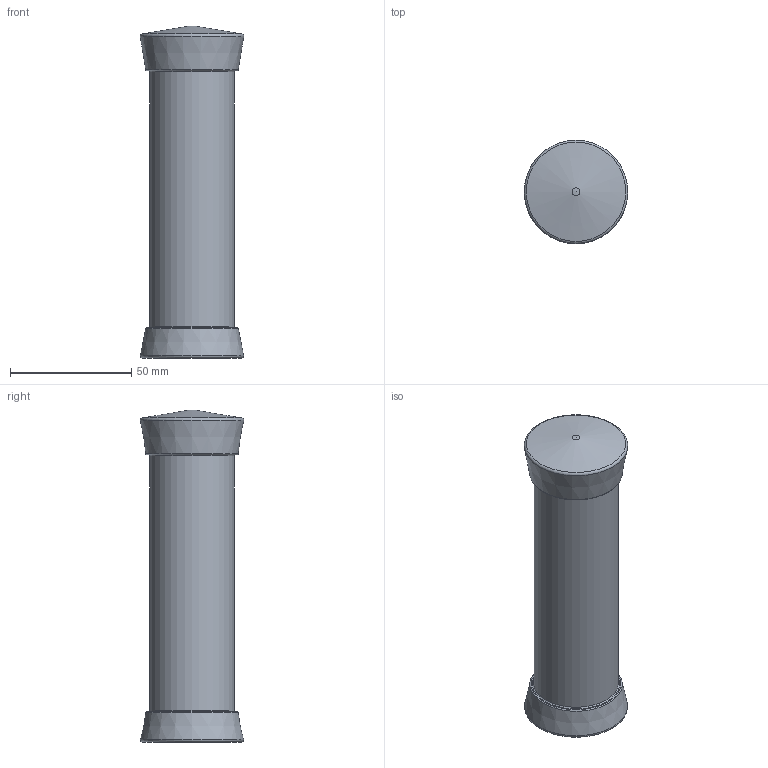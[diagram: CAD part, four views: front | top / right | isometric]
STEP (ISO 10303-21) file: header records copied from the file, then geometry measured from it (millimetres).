
FILE_DESCRIPTION(/* description */ ('AC2F'),/* implementation_level */ '2;1');
FILE_NAME(/* name */ '7317210',/* time_stamp */ '2018-11-30T09:54:20+01:00',/* author */ ('Zorzan Davide'),/* organization */ ('Gamm Srl.'),/* preprocessor_version */ 'ST-DEVELOPER v16.7',/* originating_system */ 'DEX',/* authorisation */ $);
FILE_SCHEMA (('CONFIG_CONTROL_DESIGN'));
Length unit declared in the file: millimetre
Products named in the file (1): 7317210
Bounding box: 42.7 x 42.7 x 137 mm (x, y, z)
Volume: 64150.3 mm3; surface area: 29367.4 mm2
Topology: 1 solids, 1 shells, 16 faces, 32 edges, 20 vertices
Faces by surface type: torus 6, plane 4, cone 3, cylinder 2, sphere 1
Full cylindrical faces by diameter (mm): 27 x1, 35 x1
Entity records: 344 total; most frequent: DIRECTION 64, CARTESIAN_POINT 47, AXIS2_PLACEMENT_3D 32, ORIENTED_EDGE 30, EDGE_LOOP 30, FACE_BOUND 30, ADVANCED_FACE 16, EDGE_CURVE 15
